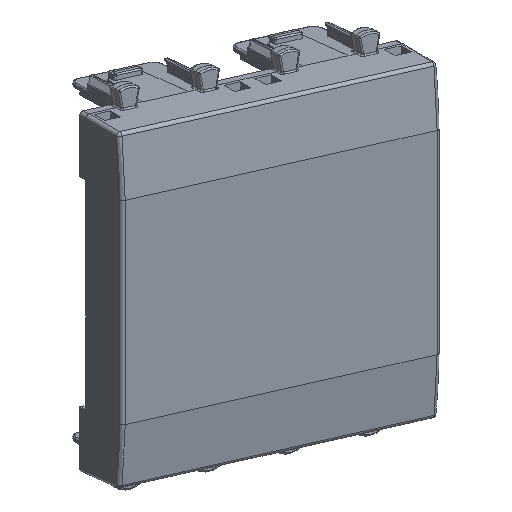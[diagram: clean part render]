
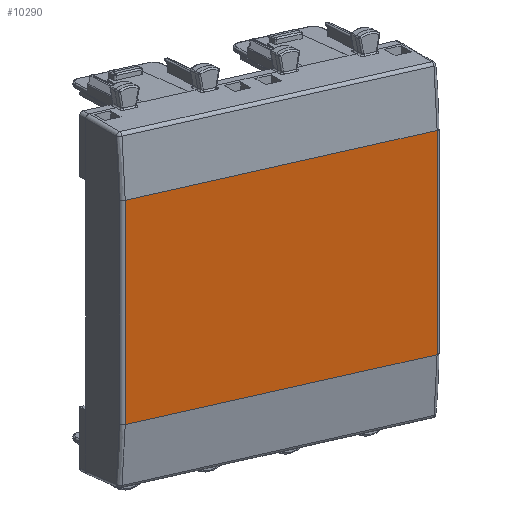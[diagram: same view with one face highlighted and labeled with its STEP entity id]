
A CAD part, top view. The second image highlights one B-rep face of the part: STEP entity #10290.
In plain terms, the highlighted face is planar.
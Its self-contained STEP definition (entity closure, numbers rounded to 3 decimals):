
#10251=CARTESIAN_POINT('Axis2P3D Location',(0.,0.,8.875)) ;
#10256=CARTESIAN_POINT('Line Origine',(13.969,0.,8.875)) ;
#10260=CARTESIAN_POINT('Vertex',(13.969,21.863,8.875)) ;
#10262=CARTESIAN_POINT('Vertex',(13.969,-21.863,8.875)) ;
#10265=CARTESIAN_POINT('Line Origine',(0.,21.863,8.875)) ;
#10269=CARTESIAN_POINT('Vertex',(-13.969,21.863,8.875)) ;
#10272=CARTESIAN_POINT('Line Origine',(-13.969,0.,8.875)) ;
#10276=CARTESIAN_POINT('Vertex',(-13.969,-21.863,8.875)) ;
#10279=CARTESIAN_POINT('Line Origine',(0.,-21.863,8.875)) ;
#10252=DIRECTION('Axis2P3D Direction',(0.,0.,-1.)) ;
#10253=DIRECTION('Axis2P3D XDirection',(-1.,0.,0.)) ;
#10257=DIRECTION('Vector Direction',(0.,1.,0.)) ;
#10266=DIRECTION('Vector Direction',(-1.,0.,0.)) ;
#10273=DIRECTION('Vector Direction',(0.,1.,0.)) ;
#10280=DIRECTION('Vector Direction',(-1.,0.,0.)) ;
#10254=AXIS2_PLACEMENT_3D('Plane Axis2P3D',#10251,#10252,#10253) ;
#10285=ORIENTED_EDGE('',*,*,#10264,.F.) ;
#10286=ORIENTED_EDGE('',*,*,#10271,.F.) ;
#10287=ORIENTED_EDGE('',*,*,#10278,.T.) ;
#10288=ORIENTED_EDGE('',*,*,#10283,.T.) ;
#10258=VECTOR('Line Direction',#10257,1.) ;
#10267=VECTOR('Line Direction',#10266,1.) ;
#10274=VECTOR('Line Direction',#10273,1.) ;
#10281=VECTOR('Line Direction',#10280,1.) ;
#10290=ADVANCED_FACE('PartBody',(#10289),#10255,.F.) ;
#10264=EDGE_CURVE('',#10261,#10263,#10259,.F.) ;
#10271=EDGE_CURVE('',#10270,#10261,#10268,.F.) ;
#10278=EDGE_CURVE('',#10270,#10277,#10275,.F.) ;
#10283=EDGE_CURVE('',#10277,#10263,#10282,.F.) ;
#10284=EDGE_LOOP('',(#10285,#10286,#10287,#10288)) ;
#10289=FACE_OUTER_BOUND('',#10284,.T.) ;
#10259=LINE('Line',#10256,#10258) ;
#10268=LINE('Line',#10265,#10267) ;
#10275=LINE('Line',#10272,#10274) ;
#10282=LINE('Line',#10279,#10281) ;
#10255=PLANE('',#10254) ;
#10261=VERTEX_POINT('',#10260) ;
#10263=VERTEX_POINT('',#10262) ;
#10270=VERTEX_POINT('',#10269) ;
#10277=VERTEX_POINT('',#10276) ;
